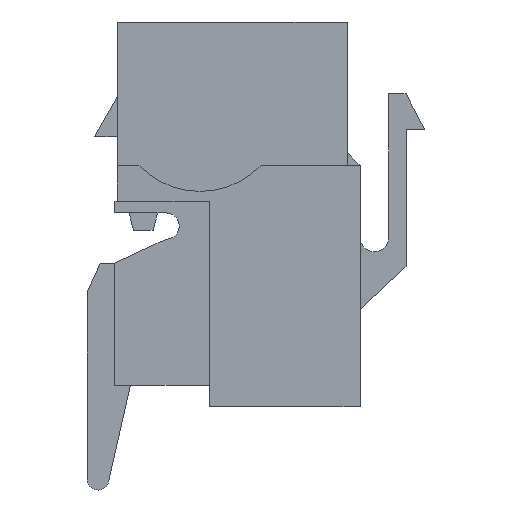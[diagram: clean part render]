
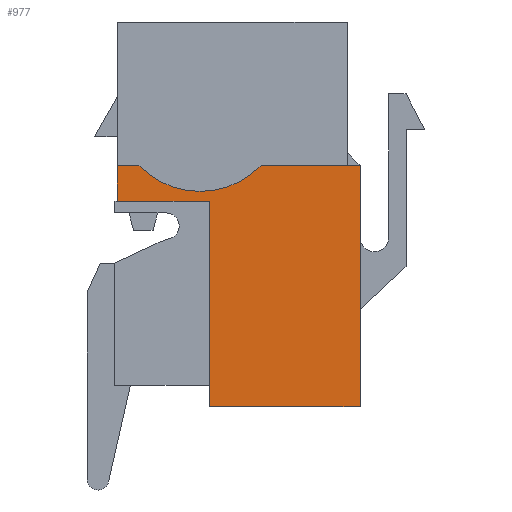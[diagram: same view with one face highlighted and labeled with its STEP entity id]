
A CAD part, left-side view. The second image highlights one B-rep face of the part: STEP entity #977.
In plain terms, the highlighted planar face has unit normal (-1, 0, 0).
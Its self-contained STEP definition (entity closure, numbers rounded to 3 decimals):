
#61 = VECTOR ( 'NONE', #1034, 1000. ) ;
#77 = AXIS2_PLACEMENT_3D ( 'NONE', #1539, #1140, #2632 ) ;
#183 = VECTOR ( 'NONE', #1788, 1000. ) ;
#185 = CARTESIAN_POINT ( 'NONE',  ( -8.6, 2.25, 4.117 ) ) ;
#240 = VECTOR ( 'NONE', #517, 1000. ) ;
#267 = CARTESIAN_POINT ( 'NONE',  ( -8.6, 1.6, -2.5 ) ) ;
#300 = LINE ( 'NONE', #1454, #240 ) ;
#320 = CARTESIAN_POINT ( 'NONE',  ( -8.6, -8.9, -16.8 ) ) ;
#327 = CARTESIAN_POINT ( 'NONE',  ( -8.6, 8., 0. ) ) ;
#380 = CARTESIAN_POINT ( 'NONE',  ( -8.6, -2., 0. ) ) ;
#397 = DIRECTION ( 'NONE',  ( 0., 0., 1. ) ) ;
#410 = ORIENTED_EDGE ( 'NONE', *, *, #2052, .T. ) ;
#462 = DIRECTION ( 'NONE',  ( 0., 1., 0. ) ) ;
#464 = VERTEX_POINT ( 'NONE', #999 ) ;
#514 = CARTESIAN_POINT ( 'NONE',  ( -8.6, 1.6, -2.5 ) ) ;
#517 = DIRECTION ( 'NONE',  ( 0., 0., -1. ) ) ;
#660 = CARTESIAN_POINT ( 'NONE',  ( -8.6, 8., -2.5 ) ) ;
#683 = CIRCLE ( 'NONE', #1976, 5.917 ) ;
#711 = LINE ( 'NONE', #267, #1698 ) ;
#777 = PLANE ( 'NONE',  #77 ) ;
#848 = CARTESIAN_POINT ( 'NONE',  ( -8.6, 1.6, -16.8 ) ) ;
#853 = DIRECTION ( 'NONE',  ( 0., 0., 1. ) ) ;
#900 = ORIENTED_EDGE ( 'NONE', *, *, #2442, .F. ) ;
#977 = ADVANCED_FACE ( 'NONE', ( #2634 ), #777, .F. ) ;
#999 = CARTESIAN_POINT ( 'NONE',  ( -8.6, 8., -2.5 ) ) ;
#1034 = DIRECTION ( 'NONE',  ( 0., 0., 1. ) ) ;
#1041 = LINE ( 'NONE', #660, #2140 ) ;
#1068 = CARTESIAN_POINT ( 'NONE',  ( -8.6, 6.5, 0. ) ) ;
#1074 = ORIENTED_EDGE ( 'NONE', *, *, #2382, .F. ) ;
#1085 = DIRECTION ( 'NONE',  ( 0., -1., 0. ) ) ;
#1088 = VERTEX_POINT ( 'NONE', #2228 ) ;
#1094 = LINE ( 'NONE', #2347, #1636 ) ;
#1101 = ORIENTED_EDGE ( 'NONE', *, *, #2289, .F. ) ;
#1140 = DIRECTION ( 'NONE',  ( 1., 0., 0. ) ) ;
#1187 = ORIENTED_EDGE ( 'NONE', *, *, #1591, .F. ) ;
#1219 = EDGE_LOOP ( 'NONE', ( #410, #900, #1101, #1735, #2616, #1824, #1074, #1187 ) ) ;
#1272 = VERTEX_POINT ( 'NONE', #1412 ) ;
#1412 = CARTESIAN_POINT ( 'NONE',  ( -8.6, 1.6, -16.8 ) ) ;
#1454 = CARTESIAN_POINT ( 'NONE',  ( -8.6, -8.9, 0. ) ) ;
#1535 = DIRECTION ( 'NONE',  ( 1., 0., 0. ) ) ;
#1539 = CARTESIAN_POINT ( 'NONE',  ( -8.6, 0., 0. ) ) ;
#1591 = EDGE_CURVE ( 'NONE', #2022, #1088, #2470, .T. ) ;
#1636 = VECTOR ( 'NONE', #1085, 1000. ) ;
#1698 = VECTOR ( 'NONE', #462, 1000. ) ;
#1735 = ORIENTED_EDGE ( 'NONE', *, *, #2206, .F. ) ;
#1788 = DIRECTION ( 'NONE',  ( 0., -1., 0. ) ) ;
#1824 = ORIENTED_EDGE ( 'NONE', *, *, #2302, .F. ) ;
#1852 = VERTEX_POINT ( 'NONE', #320 ) ;
#1855 = VERTEX_POINT ( 'NONE', #1068 ) ;
#1864 = DIRECTION ( 'NONE',  ( 0., 1., 0. ) ) ;
#1886 = VERTEX_POINT ( 'NONE', #514 ) ;
#1894 = VERTEX_POINT ( 'NONE', #327 ) ;
#1976 = AXIS2_PLACEMENT_3D ( 'NONE', #185, #1535, #397 ) ;
#1995 = CARTESIAN_POINT ( 'NONE',  ( -8.6, 8., 0. ) ) ;
#2022 = VERTEX_POINT ( 'NONE', #380 ) ;
#2052 = EDGE_CURVE ( 'NONE', #2022, #1855, #683, .T. ) ;
#2075 = LINE ( 'NONE', #2501, #2574 ) ;
#2140 = VECTOR ( 'NONE', #853, 1000. ) ;
#2206 = EDGE_CURVE ( 'NONE', #1886, #464, #711, .T. ) ;
#2228 = CARTESIAN_POINT ( 'NONE',  ( -8.6, -8.9, 0. ) ) ;
#2237 = EDGE_CURVE ( 'NONE', #1272, #1886, #2280, .T. ) ;
#2280 = LINE ( 'NONE', #848, #61 ) ;
#2289 = EDGE_CURVE ( 'NONE', #464, #1894, #1041, .T. ) ;
#2302 = EDGE_CURVE ( 'NONE', #1852, #1272, #2075, .T. ) ;
#2347 = CARTESIAN_POINT ( 'NONE',  ( -8.6, 8., 0. ) ) ;
#2382 = EDGE_CURVE ( 'NONE', #1088, #1852, #300, .T. ) ;
#2442 = EDGE_CURVE ( 'NONE', #1894, #1855, #1094, .T. ) ;
#2470 = LINE ( 'NONE', #1995, #183 ) ;
#2501 = CARTESIAN_POINT ( 'NONE',  ( -8.6, -8.9, -16.8 ) ) ;
#2574 = VECTOR ( 'NONE', #1864, 1000. ) ;
#2616 = ORIENTED_EDGE ( 'NONE', *, *, #2237, .F. ) ;
#2632 = DIRECTION ( 'NONE',  ( 0., 0., -1. ) ) ;
#2634 = FACE_OUTER_BOUND ( 'NONE', #1219, .T. ) ;
